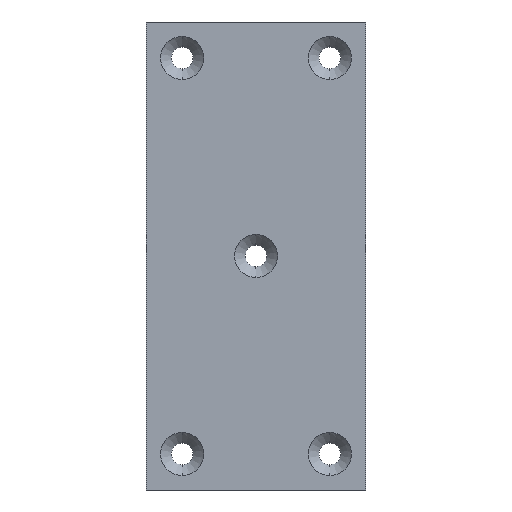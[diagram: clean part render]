
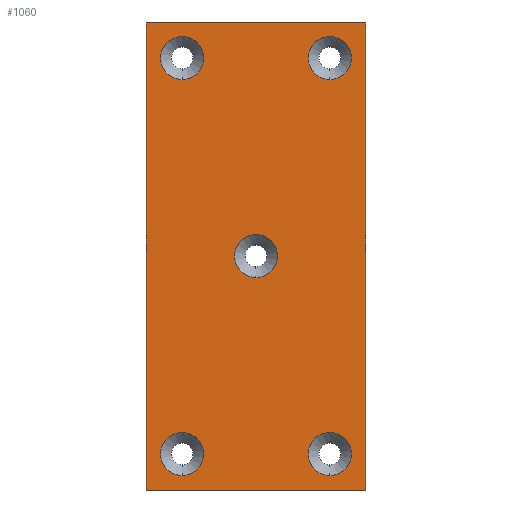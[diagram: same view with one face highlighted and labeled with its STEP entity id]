
A CAD part, front view. The second image highlights one B-rep face of the part: STEP entity #1060.
In plain terms, the highlighted planar face has unit normal (0, -1, 0).
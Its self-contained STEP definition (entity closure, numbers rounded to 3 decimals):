
#5 = CARTESIAN_POINT ( 'NONE',  ( -265.5, -10., -63. ) ) ;
#18 = CIRCLE ( 'NONE', #743, 3. ) ;
#27 = DIRECTION ( 'NONE',  ( 0., -1., 0. ) ) ;
#28 = LINE ( 'NONE', #834, #189 ) ;
#38 = EDGE_CURVE ( 'NONE', #124, #620, #1085, .T. ) ;
#54 = ORIENTED_EDGE ( 'NONE', *, *, #209, .F. ) ;
#73 = LINE ( 'NONE', #754, #1275 ) ;
#81 = CIRCLE ( 'NONE', #992, 3. ) ;
#82 = CARTESIAN_POINT ( 'NONE',  ( -265.5, -10., -60. ) ) ;
#85 = VECTOR ( 'NONE', #394, 1000. ) ;
#89 = LINE ( 'NONE', #302, #85 ) ;
#94 = EDGE_CURVE ( 'NONE', #1139, #142, #73, .T. ) ;
#100 = DIRECTION ( 'NONE',  ( 0., 1., 0. ) ) ;
#101 = AXIS2_PLACEMENT_3D ( 'NONE', #168, #965, #368 ) ;
#109 = CARTESIAN_POINT ( 'NONE',  ( -255.25, -10., -32.5 ) ) ;
#110 = EDGE_LOOP ( 'NONE', ( #344, #370 ) ) ;
#124 = VERTEX_POINT ( 'NONE', #282 ) ;
#135 = ORIENTED_EDGE ( 'NONE', *, *, #1119, .F. ) ;
#142 = VERTEX_POINT ( 'NONE', #407 ) ;
#157 = CARTESIAN_POINT ( 'NONE',  ( -255.25, -10., 0. ) ) ;
#168 = CARTESIAN_POINT ( 'NONE',  ( -255.25, -10., -32.5 ) ) ;
#169 = AXIS2_PLACEMENT_3D ( 'NONE', #1181, #27, #880 ) ;
#176 = EDGE_LOOP ( 'NONE', ( #854, #1066 ) ) ;
#183 = VERTEX_POINT ( 'NONE', #1092 ) ;
#186 = CARTESIAN_POINT ( 'NONE',  ( -245., -10., -57. ) ) ;
#189 = VECTOR ( 'NONE', #330, 1000. ) ;
#197 = DIRECTION ( 'NONE',  ( 0., 0., -1. ) ) ;
#208 = AXIS2_PLACEMENT_3D ( 'NONE', #82, #779, #283 ) ;
#209 = EDGE_CURVE ( 'NONE', #183, #812, #643, .T. ) ;
#222 = ORIENTED_EDGE ( 'NONE', *, *, #352, .F. ) ;
#228 = CIRCLE ( 'NONE', #101, 3. ) ;
#248 = ORIENTED_EDGE ( 'NONE', *, *, #696, .F. ) ;
#258 = EDGE_LOOP ( 'NONE', ( #819, #135 ) ) ;
#269 = CIRCLE ( 'NONE', #334, 3. ) ;
#282 = CARTESIAN_POINT ( 'NONE',  ( -245., -10., -63. ) ) ;
#283 = DIRECTION ( 'NONE',  ( 0., 0., -1. ) ) ;
#288 = FACE_OUTER_BOUND ( 'NONE', #379, .T. ) ;
#295 = CARTESIAN_POINT ( 'NONE',  ( -240., -10., -65. ) ) ;
#298 = CIRCLE ( 'NONE', #728, 3. ) ;
#302 = CARTESIAN_POINT ( 'NONE',  ( -270.5, -10., -32.5 ) ) ;
#317 = CARTESIAN_POINT ( 'NONE',  ( -265.5, -10., -5. ) ) ;
#330 = DIRECTION ( 'NONE',  ( 0., 0., -1. ) ) ;
#334 = AXIS2_PLACEMENT_3D ( 'NONE', #317, #499, #689 ) ;
#344 = ORIENTED_EDGE ( 'NONE', *, *, #899, .F. ) ;
#351 = FACE_BOUND ( 'NONE', #258, .T. ) ;
#352 = EDGE_CURVE ( 'NONE', #422, #623, #775, .T. ) ;
#367 = DIRECTION ( 'NONE',  ( 0., 0., -1. ) ) ;
#368 = DIRECTION ( 'NONE',  ( 0., 0., -1. ) ) ;
#370 = ORIENTED_EDGE ( 'NONE', *, *, #958, .F. ) ;
#379 = EDGE_LOOP ( 'NONE', ( #802, #542, #248, #222 ) ) ;
#390 = EDGE_CURVE ( 'NONE', #429, #529, #298, .T. ) ;
#391 = CARTESIAN_POINT ( 'NONE',  ( -265.5, -10., -5. ) ) ;
#394 = DIRECTION ( 'NONE',  ( 0., 0., 1. ) ) ;
#406 = ORIENTED_EDGE ( 'NONE', *, *, #390, .F. ) ;
#407 = CARTESIAN_POINT ( 'NONE',  ( -270.5, -10., -65. ) ) ;
#422 = VERTEX_POINT ( 'NONE', #888 ) ;
#429 = VERTEX_POINT ( 'NONE', #5 ) ;
#430 = ORIENTED_EDGE ( 'NONE', *, *, #857, .F. ) ;
#461 = FACE_BOUND ( 'NONE', #176, .T. ) ;
#483 = DIRECTION ( 'NONE',  ( 0., -1., 0. ) ) ;
#495 = DIRECTION ( 'NONE',  ( 0., 0., 1. ) ) ;
#499 = DIRECTION ( 'NONE',  ( 0., -1., 0. ) ) ;
#513 = ORIENTED_EDGE ( 'NONE', *, *, #516, .F. ) ;
#516 = EDGE_CURVE ( 'NONE', #529, #429, #907, .T. ) ;
#521 = EDGE_CURVE ( 'NONE', #1135, #827, #764, .T. ) ;
#529 = VERTEX_POINT ( 'NONE', #566 ) ;
#541 = EDGE_LOOP ( 'NONE', ( #406, #513 ) ) ;
#542 = ORIENTED_EDGE ( 'NONE', *, *, #94, .F. ) ;
#566 = CARTESIAN_POINT ( 'NONE',  ( -265.5, -10., -57. ) ) ;
#614 = EDGE_CURVE ( 'NONE', #827, #1135, #18, .T. ) ;
#620 = VERTEX_POINT ( 'NONE', #186 ) ;
#623 = VERTEX_POINT ( 'NONE', #1081 ) ;
#643 = CIRCLE ( 'NONE', #807, 3. ) ;
#666 = CIRCLE ( 'NONE', #169, 3. ) ;
#667 = DIRECTION ( 'NONE',  ( 0., 0., -1. ) ) ;
#684 = CARTESIAN_POINT ( 'NONE',  ( -255.25, -10., -32.5 ) ) ;
#689 = DIRECTION ( 'NONE',  ( 0., 0., -1. ) ) ;
#692 = DIRECTION ( 'NONE',  ( 0., 0., -1. ) ) ;
#696 = EDGE_CURVE ( 'NONE', #623, #1139, #28, .T. ) ;
#704 = AXIS2_PLACEMENT_3D ( 'NONE', #1255, #483, #367 ) ;
#728 = AXIS2_PLACEMENT_3D ( 'NONE', #848, #1253, #1057 ) ;
#742 = FACE_BOUND ( 'NONE', #1121, .T. ) ;
#743 = AXIS2_PLACEMENT_3D ( 'NONE', #1076, #1070, #1175 ) ;
#754 = CARTESIAN_POINT ( 'NONE',  ( -255.25, -10., -65. ) ) ;
#760 = DIRECTION ( 'NONE',  ( -1., 0., 0. ) ) ;
#764 = CIRCLE ( 'NONE', #704, 3. ) ;
#775 = LINE ( 'NONE', #157, #790 ) ;
#779 = DIRECTION ( 'NONE',  ( 0., -1., 0. ) ) ;
#790 = VECTOR ( 'NONE', #1173, 1000. ) ;
#802 = ORIENTED_EDGE ( 'NONE', *, *, #1102, .F. ) ;
#807 = AXIS2_PLACEMENT_3D ( 'NONE', #391, #895, #692 ) ;
#812 = VERTEX_POINT ( 'NONE', #1287 ) ;
#819 = ORIENTED_EDGE ( 'NONE', *, *, #38, .F. ) ;
#827 = VERTEX_POINT ( 'NONE', #889 ) ;
#834 = CARTESIAN_POINT ( 'NONE',  ( -240., -10., -32.5 ) ) ;
#838 = FACE_BOUND ( 'NONE', #110, .T. ) ;
#848 = CARTESIAN_POINT ( 'NONE',  ( -265.5, -10., -60. ) ) ;
#854 = ORIENTED_EDGE ( 'NONE', *, *, #614, .F. ) ;
#857 = EDGE_CURVE ( 'NONE', #812, #183, #269, .T. ) ;
#880 = DIRECTION ( 'NONE',  ( 0., 0., -1. ) ) ;
#888 = CARTESIAN_POINT ( 'NONE',  ( -270.5, -10., 0. ) ) ;
#889 = CARTESIAN_POINT ( 'NONE',  ( -245., -10., -8. ) ) ;
#890 = CARTESIAN_POINT ( 'NONE',  ( -245., -10., -2. ) ) ;
#891 = AXIS2_PLACEMENT_3D ( 'NONE', #947, #1266, #667 ) ;
#895 = DIRECTION ( 'NONE',  ( 0., -1., 0. ) ) ;
#899 = EDGE_CURVE ( 'NONE', #1206, #996, #81, .T. ) ;
#907 = CIRCLE ( 'NONE', #208, 3. ) ;
#911 = AXIS2_PLACEMENT_3D ( 'NONE', #684, #100, #495 ) ;
#942 = CARTESIAN_POINT ( 'NONE',  ( -255.25, -10., -29.5 ) ) ;
#947 = CARTESIAN_POINT ( 'NONE',  ( -245., -10., -60. ) ) ;
#958 = EDGE_CURVE ( 'NONE', #996, #1206, #228, .T. ) ;
#965 = DIRECTION ( 'NONE',  ( 0., -1., 0. ) ) ;
#992 = AXIS2_PLACEMENT_3D ( 'NONE', #109, #1090, #197 ) ;
#996 = VERTEX_POINT ( 'NONE', #942 ) ;
#1024 = CARTESIAN_POINT ( 'NONE',  ( -255.25, -10., -35.5 ) ) ;
#1057 = DIRECTION ( 'NONE',  ( 0., 0., -1. ) ) ;
#1060 = ADVANCED_FACE ( 'NONE', ( #838, #461, #351, #742, #1143, #288 ), #1116, .F. ) ;
#1066 = ORIENTED_EDGE ( 'NONE', *, *, #521, .F. ) ;
#1070 = DIRECTION ( 'NONE',  ( 0., -1., 0. ) ) ;
#1076 = CARTESIAN_POINT ( 'NONE',  ( -245., -10., -5. ) ) ;
#1081 = CARTESIAN_POINT ( 'NONE',  ( -240., -10., 0. ) ) ;
#1085 = CIRCLE ( 'NONE', #891, 3. ) ;
#1090 = DIRECTION ( 'NONE',  ( 0., -1., 0. ) ) ;
#1092 = CARTESIAN_POINT ( 'NONE',  ( -265.5, -10., -8. ) ) ;
#1102 = EDGE_CURVE ( 'NONE', #142, #422, #89, .T. ) ;
#1116 = PLANE ( 'NONE',  #911 ) ;
#1119 = EDGE_CURVE ( 'NONE', #620, #124, #666, .T. ) ;
#1121 = EDGE_LOOP ( 'NONE', ( #54, #430 ) ) ;
#1135 = VERTEX_POINT ( 'NONE', #890 ) ;
#1139 = VERTEX_POINT ( 'NONE', #295 ) ;
#1143 = FACE_BOUND ( 'NONE', #541, .T. ) ;
#1173 = DIRECTION ( 'NONE',  ( 1., 0., 0. ) ) ;
#1175 = DIRECTION ( 'NONE',  ( 0., 0., -1. ) ) ;
#1181 = CARTESIAN_POINT ( 'NONE',  ( -245., -10., -60. ) ) ;
#1206 = VERTEX_POINT ( 'NONE', #1024 ) ;
#1253 = DIRECTION ( 'NONE',  ( 0., -1., 0. ) ) ;
#1255 = CARTESIAN_POINT ( 'NONE',  ( -245., -10., -5. ) ) ;
#1266 = DIRECTION ( 'NONE',  ( 0., -1., 0. ) ) ;
#1275 = VECTOR ( 'NONE', #760, 1000. ) ;
#1287 = CARTESIAN_POINT ( 'NONE',  ( -265.5, -10., -2. ) ) ;
